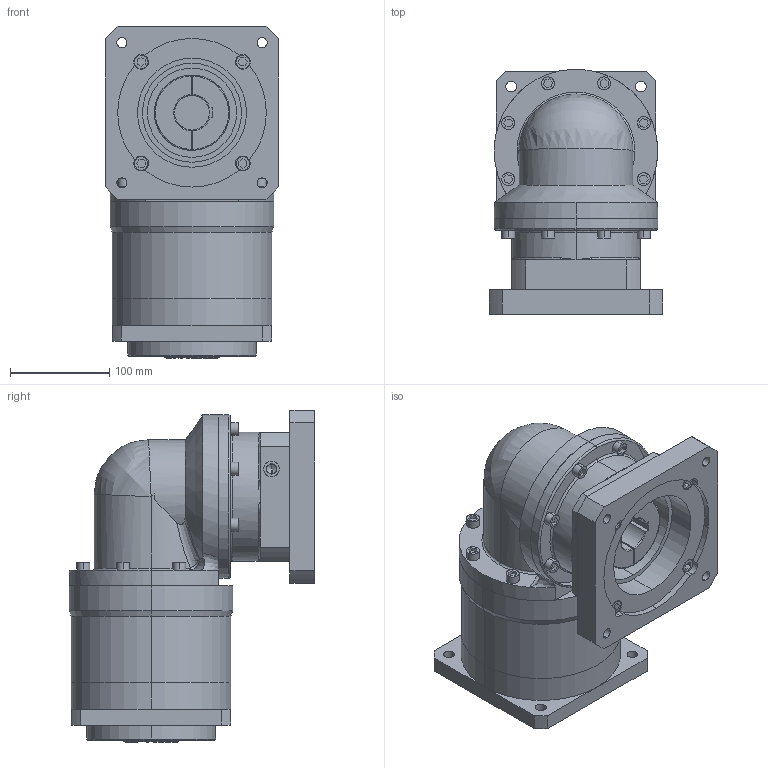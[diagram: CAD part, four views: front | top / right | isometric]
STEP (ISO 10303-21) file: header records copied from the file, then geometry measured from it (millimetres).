
FILE_DESCRIPTION (( 'STEP AP203' ), '1' );
FILE_NAME ('VGZK160双级模型（35-79-150-4-4-13.5-200）.STEP', '2019-06-04T10:30:00', ( 'Windows' ), ( 'Microsoft' ), 'SwSTEP 2.0', 'SolidWorks 2016', '' );
FILE_SCHEMA (( 'CONFIG_CONTROL_DESIGN' ));
Length unit declared in the file: millimetre
Products named in the file (3): VGK160邧撰怀堤窒煦_1; VGZE160蛌褒窒煦_1; VGZK160双级模型（35-79-150-4-4-13.5-200）
Assembly tree (2 placements, depth 2):
  VGZK160双级模型（35-79-150-4-4-13.5-200）
    VGK160邧撰怀堤窒煦_1
    VGZE160蛌褒窒煦_1
Bounding box: 175 x 247.5 x 335 mm (x, y, z)
Volume: 6472152 mm3; surface area: 476609.1 mm2
Topology: 4 solids, 8 shells, 537 faces, 1318 edges, 842 vertices
Faces by surface type: plane 305, cylinder 178, bspline 39, cone 15
Entity records: 20670 total; most frequent: CARTESIAN_POINT 7883, DIRECTION 2569, ORIENTED_EDGE 2560, EDGE_CURVE 1280, AXIS2_PLACEMENT_3D 895, VERTEX_POINT 834, LINE 779, VECTOR 779
